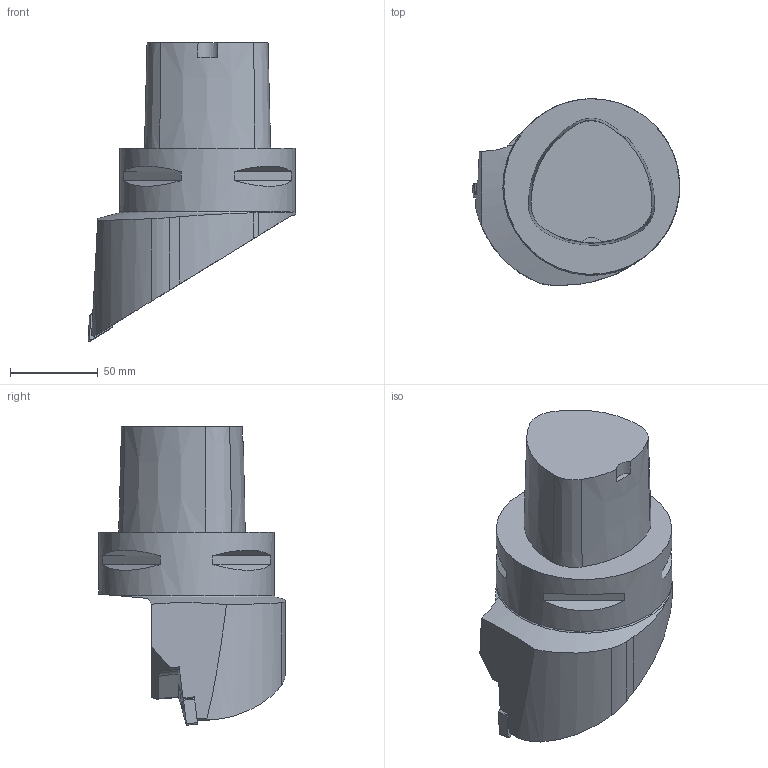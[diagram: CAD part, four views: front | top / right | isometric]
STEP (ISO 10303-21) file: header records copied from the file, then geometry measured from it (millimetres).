
FILE_DESCRIPTION(/* description */ (''),/* implementation_level */ '2;1');
FILE_NAME(/* name */ '1544065406181.stp',/* time_stamp */ '2018-12-06T08:33:56+05:00',/* author */ (''),/* organization */ ('SMS'),/* preprocessor_version */ 'ST-DEVELOPER v15',/* originating_system */ 'SIEMENS PLM Software NX 8.5',/* authorisation */ '');
FILE_SCHEMA (('AUTOMOTIVE_DESIGN { 1 0 10303 214 3 1 1 1 }'));
Length unit declared in the file: millimetre
Products named in the file (4): IsoTurningInsert; ASSEMBLY_CONSTRUCTION; 201880929mod000_01; 201880928mod000_01
Assembly tree (3 placements, depth 2):
  201880928mod000_01
    201880929mod000_01
    ASSEMBLY_CONSTRUCTION
    IsoTurningInsert
Bounding box: 118.15 x 106.1 x 170 mm (x, y, z)
Volume: 771507.9 mm3; surface area: 57051.1 mm2
Topology: 2 solids, 2 shells, 62 faces, 161 edges, 114 vertices
Faces by surface type: plane 36, cylinder 17, cone 7, torus 1, bspline 1
Full cylindrical faces by diameter (mm): 5.156 x2, 100 x1
Entity records: 2191 total; most frequent: CARTESIAN_POINT 511, DIRECTION 335, ORIENTED_EDGE 306, EDGE_CURVE 153, AXIS2_PLACEMENT_3D 130, VERTEX_POINT 104, LINE 75, VECTOR 75
